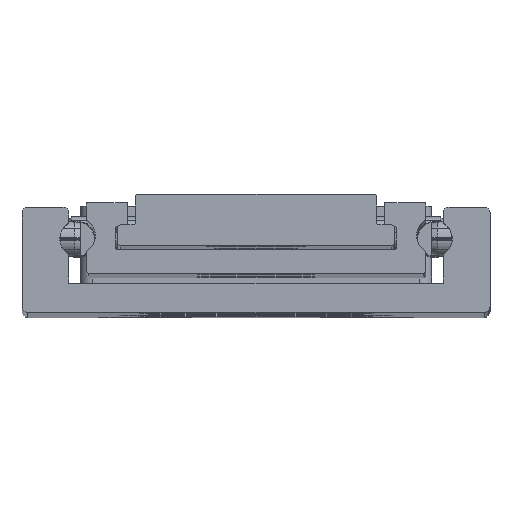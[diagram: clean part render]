
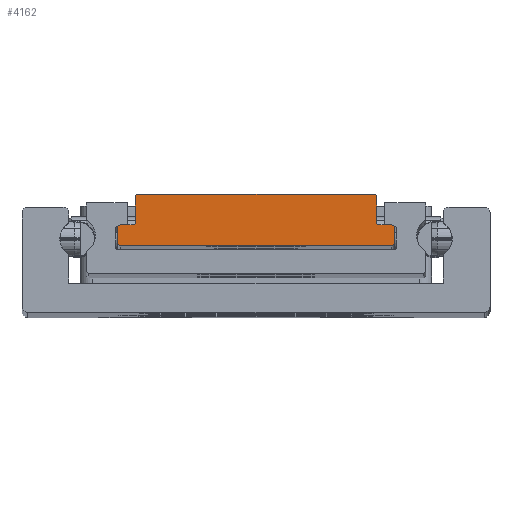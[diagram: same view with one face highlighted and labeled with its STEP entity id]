
A CAD part, top view. The second image highlights one B-rep face of the part: STEP entity #4162.
In plain terms, the highlighted planar face has unit normal (0, 0, 1).
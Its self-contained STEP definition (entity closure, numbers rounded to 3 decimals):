
#52 = DIRECTION ( 'NONE',  ( -1., 0., 0. ) ) ;
#65 = CARTESIAN_POINT ( 'NONE',  ( 10.5, -0.4, 113.5 ) ) ;
#86 = ORIENTED_EDGE ( 'NONE', *, *, #4089, .F. ) ;
#118 = DIRECTION ( 'NONE',  ( 1., 0., 0. ) ) ;
#178 = CARTESIAN_POINT ( 'NONE',  ( 10.5, -0.2, 113.5 ) ) ;
#352 = CARTESIAN_POINT ( 'NONE',  ( 11.6, -0.6, 113.5 ) ) ;
#364 = AXIS2_PLACEMENT_3D ( 'NONE', #3221, #6181, #7006 ) ;
#381 = DIRECTION ( 'NONE',  ( -1., 0., 0. ) ) ;
#424 = VERTEX_POINT ( 'NONE', #656 ) ;
#429 = VERTEX_POINT ( 'NONE', #3070 ) ;
#448 = VERTEX_POINT ( 'NONE', #8258 ) ;
#519 = ORIENTED_EDGE ( 'NONE', *, *, #1475, .T. ) ;
#607 = PLANE ( 'NONE',  #1850 ) ;
#656 = CARTESIAN_POINT ( 'NONE',  ( 11.6, -0.4, 113.5 ) ) ;
#837 = CIRCLE ( 'NONE', #7919, 0.2 ) ;
#871 = VECTOR ( 'NONE', #5119, 1000. ) ;
#884 = CIRCLE ( 'NONE', #8725, 0.2 ) ;
#889 = CARTESIAN_POINT ( 'NONE',  ( 10.1, 2.2, 113.5 ) ) ;
#1081 = CIRCLE ( 'NONE', #6177, 0.2 ) ;
#1093 = ORIENTED_EDGE ( 'NONE', *, *, #1486, .F. ) ;
#1097 = LINE ( 'NONE', #1815, #7202 ) ;
#1153 = DIRECTION ( 'NONE',  ( 0., 0., 1. ) ) ;
#1159 = CARTESIAN_POINT ( 'NONE',  ( 10.1, 2., 113.5 ) ) ;
#1250 = EDGE_CURVE ( 'NONE', #8585, #6029, #5063, .T. ) ;
#1305 = EDGE_CURVE ( 'NONE', #9494, #1487, #1097, .T. ) ;
#1319 = AXIS2_PLACEMENT_3D ( 'NONE', #1159, #3384, #9374 ) ;
#1330 = DIRECTION ( 'NONE',  ( -1., 0., 0. ) ) ;
#1474 = CARTESIAN_POINT ( 'NONE',  ( 11.8, -2.2, 113.5 ) ) ;
#1475 = EDGE_CURVE ( 'NONE', #4995, #8585, #5894, .T. ) ;
#1486 = EDGE_CURVE ( 'NONE', #448, #4755, #8940, .T. ) ;
#1487 = VERTEX_POINT ( 'NONE', #3091 ) ;
#1652 = VERTEX_POINT ( 'NONE', #3477 ) ;
#1735 = CIRCLE ( 'NONE', #364, 0.2 ) ;
#1800 = AXIS2_PLACEMENT_3D ( 'NONE', #7841, #3291, #5534 ) ;
#1815 = CARTESIAN_POINT ( 'NONE',  ( -11.8, -0.4, 113.5 ) ) ;
#1821 = DIRECTION ( 'NONE',  ( 1., 0., 0. ) ) ;
#1850 = AXIS2_PLACEMENT_3D ( 'NONE', #3535, #3584, #8775 ) ;
#1852 = EDGE_LOOP ( 'NONE', ( #3667, #5349, #1093, #7639, #86, #8391, #1864, #8210, #4519, #6278, #2584, #7386, #5803, #5137, #519, #2815 ) ) ;
#1864 = ORIENTED_EDGE ( 'NONE', *, *, #2329, .F. ) ;
#1959 = LINE ( 'NONE', #6669, #8401 ) ;
#2037 = VERTEX_POINT ( 'NONE', #7837 ) ;
#2105 = CARTESIAN_POINT ( 'NONE',  ( -10.1, 2.2, 113.5 ) ) ;
#2151 = DIRECTION ( 'NONE',  ( 0., 0., -1. ) ) ;
#2241 = DIRECTION ( 'NONE',  ( 0., 0., 1. ) ) ;
#2295 = DIRECTION ( 'NONE',  ( -1., 0., 0. ) ) ;
#2304 = DIRECTION ( 'NONE',  ( 0., -1., 0. ) ) ;
#2314 = CARTESIAN_POINT ( 'NONE',  ( -10.5, -0.4, 113.5 ) ) ;
#2329 = EDGE_CURVE ( 'NONE', #2037, #429, #5800, .T. ) ;
#2413 = CIRCLE ( 'NONE', #1319, 0.2 ) ;
#2427 = VECTOR ( 'NONE', #5270, 1000. ) ;
#2464 = VERTEX_POINT ( 'NONE', #65 ) ;
#2584 = ORIENTED_EDGE ( 'NONE', *, *, #8046, .T. ) ;
#2674 = VECTOR ( 'NONE', #6732, 1000. ) ;
#2815 = ORIENTED_EDGE ( 'NONE', *, *, #1250, .T. ) ;
#2871 = VERTEX_POINT ( 'NONE', #6923 ) ;
#2916 = EDGE_CURVE ( 'NONE', #1487, #4995, #884, .T. ) ;
#3070 = CARTESIAN_POINT ( 'NONE',  ( 10.3, -0.2, 113.5 ) ) ;
#3091 = CARTESIAN_POINT ( 'NONE',  ( -11.6, -0.4, 113.5 ) ) ;
#3120 = CARTESIAN_POINT ( 'NONE',  ( -11.8, -2., 113.5 ) ) ;
#3221 = CARTESIAN_POINT ( 'NONE',  ( 11.6, -2., 113.5 ) ) ;
#3283 = DIRECTION ( 'NONE',  ( -1., 0., 0. ) ) ;
#3291 = DIRECTION ( 'NONE',  ( 0., 0., 1. ) ) ;
#3324 = EDGE_CURVE ( 'NONE', #2037, #6353, #2413, .T. ) ;
#3384 = DIRECTION ( 'NONE',  ( 0., 0., 1. ) ) ;
#3417 = EDGE_CURVE ( 'NONE', #7977, #3418, #5521, .T. ) ;
#3418 = VERTEX_POINT ( 'NONE', #7127 ) ;
#3477 = CARTESIAN_POINT ( 'NONE',  ( 11.6, -2.2, 113.5 ) ) ;
#3535 = CARTESIAN_POINT ( 'NONE',  ( 0., 0., 113.5 ) ) ;
#3584 = DIRECTION ( 'NONE',  ( 0., 0., -1. ) ) ;
#3667 = ORIENTED_EDGE ( 'NONE', *, *, #8194, .T. ) ;
#3771 = CARTESIAN_POINT ( 'NONE',  ( 11.8, -2., 113.5 ) ) ;
#3808 = EDGE_CURVE ( 'NONE', #2871, #9494, #1081, .T. ) ;
#3814 = CARTESIAN_POINT ( 'NONE',  ( -11.8, -2.2, 113.5 ) ) ;
#3867 = CARTESIAN_POINT ( 'NONE',  ( 0., -2.2, 113.5 ) ) ;
#4089 = EDGE_CURVE ( 'NONE', #2464, #424, #8670, .T. ) ;
#4117 = CARTESIAN_POINT ( 'NONE',  ( -11.6, -2.2, 113.5 ) ) ;
#4130 = CARTESIAN_POINT ( 'NONE',  ( -11.6, -0.6, 113.5 ) ) ;
#4152 = AXIS2_PLACEMENT_3D ( 'NONE', #178, #5480, #4656 ) ;
#4162 = ADVANCED_FACE ( 'NONE', ( #4227 ), #607, .F. ) ;
#4227 = FACE_OUTER_BOUND ( 'NONE', #1852, .T. ) ;
#4321 = VECTOR ( 'NONE', #1821, 1000. ) ;
#4519 = ORIENTED_EDGE ( 'NONE', *, *, #7046, .T. ) ;
#4656 = DIRECTION ( 'NONE',  ( -1., 0., 0. ) ) ;
#4755 = VERTEX_POINT ( 'NONE', #3771 ) ;
#4778 = CARTESIAN_POINT ( 'NONE',  ( 11.8, -0.4, 113.5 ) ) ;
#4905 = EDGE_CURVE ( 'NONE', #2464, #429, #6326, .T. ) ;
#4995 = VERTEX_POINT ( 'NONE', #8511 ) ;
#5063 = CIRCLE ( 'NONE', #9358, 0.2 ) ;
#5069 = CARTESIAN_POINT ( 'NONE',  ( -10.3, -0.4, 113.5 ) ) ;
#5119 = DIRECTION ( 'NONE',  ( 0., -1., 0. ) ) ;
#5137 = ORIENTED_EDGE ( 'NONE', *, *, #2916, .T. ) ;
#5270 = DIRECTION ( 'NONE',  ( 0., -1., 0. ) ) ;
#5349 = ORIENTED_EDGE ( 'NONE', *, *, #7214, .T. ) ;
#5480 = DIRECTION ( 'NONE',  ( 0., 0., -1. ) ) ;
#5521 = CIRCLE ( 'NONE', #1800, 0.2 ) ;
#5534 = DIRECTION ( 'NONE',  ( -1., 0., 0. ) ) ;
#5800 = LINE ( 'NONE', #8741, #2674 ) ;
#5803 = ORIENTED_EDGE ( 'NONE', *, *, #1305, .T. ) ;
#5894 = LINE ( 'NONE', #3814, #2427 ) ;
#5898 = LINE ( 'NONE', #5069, #871 ) ;
#5972 = VECTOR ( 'NONE', #118, 1000. ) ;
#6029 = VERTEX_POINT ( 'NONE', #4117 ) ;
#6177 = AXIS2_PLACEMENT_3D ( 'NONE', #7745, #2151, #1330 ) ;
#6181 = DIRECTION ( 'NONE',  ( 0., 0., 1. ) ) ;
#6278 = ORIENTED_EDGE ( 'NONE', *, *, #3417, .T. ) ;
#6326 = CIRCLE ( 'NONE', #4152, 0.2 ) ;
#6353 = VERTEX_POINT ( 'NONE', #889 ) ;
#6518 = EDGE_CURVE ( 'NONE', #448, #424, #837, .T. ) ;
#6636 = VECTOR ( 'NONE', #2304, 1000. ) ;
#6669 = CARTESIAN_POINT ( 'NONE',  ( -10.3, 2.2, 113.5 ) ) ;
#6732 = DIRECTION ( 'NONE',  ( 0., -1., 0. ) ) ;
#6923 = CARTESIAN_POINT ( 'NONE',  ( -10.3, -0.2, 113.5 ) ) ;
#7006 = DIRECTION ( 'NONE',  ( -1., 0., 0. ) ) ;
#7007 = DIRECTION ( 'NONE',  ( 0., 0., 1. ) ) ;
#7046 = EDGE_CURVE ( 'NONE', #6353, #7977, #1959, .T. ) ;
#7055 = DIRECTION ( 'NONE',  ( -1., 0., 0. ) ) ;
#7127 = CARTESIAN_POINT ( 'NONE',  ( -10.3, 2., 113.5 ) ) ;
#7202 = VECTOR ( 'NONE', #7055, 1000. ) ;
#7214 = EDGE_CURVE ( 'NONE', #1652, #4755, #1735, .T. ) ;
#7386 = ORIENTED_EDGE ( 'NONE', *, *, #3808, .T. ) ;
#7639 = ORIENTED_EDGE ( 'NONE', *, *, #6518, .T. ) ;
#7745 = CARTESIAN_POINT ( 'NONE',  ( -10.5, -0.2, 113.5 ) ) ;
#7837 = CARTESIAN_POINT ( 'NONE',  ( 10.3, 2., 113.5 ) ) ;
#7841 = CARTESIAN_POINT ( 'NONE',  ( -10.1, 2., 113.5 ) ) ;
#7919 = AXIS2_PLACEMENT_3D ( 'NONE', #352, #1153, #3283 ) ;
#7977 = VERTEX_POINT ( 'NONE', #2105 ) ;
#8046 = EDGE_CURVE ( 'NONE', #3418, #2871, #5898, .T. ) ;
#8194 = EDGE_CURVE ( 'NONE', #6029, #1652, #8890, .T. ) ;
#8210 = ORIENTED_EDGE ( 'NONE', *, *, #3324, .T. ) ;
#8258 = CARTESIAN_POINT ( 'NONE',  ( 11.8, -0.6, 113.5 ) ) ;
#8391 = ORIENTED_EDGE ( 'NONE', *, *, #4905, .T. ) ;
#8401 = VECTOR ( 'NONE', #52, 1000. ) ;
#8511 = CARTESIAN_POINT ( 'NONE',  ( -11.8, -0.6, 113.5 ) ) ;
#8585 = VERTEX_POINT ( 'NONE', #3120 ) ;
#8670 = LINE ( 'NONE', #4778, #4321 ) ;
#8725 = AXIS2_PLACEMENT_3D ( 'NONE', #4130, #7007, #381 ) ;
#8741 = CARTESIAN_POINT ( 'NONE',  ( 10.3, -0.4, 113.5 ) ) ;
#8775 = DIRECTION ( 'NONE',  ( -1., 0., 0. ) ) ;
#8878 = CARTESIAN_POINT ( 'NONE',  ( -11.6, -2., 113.5 ) ) ;
#8890 = LINE ( 'NONE', #3867, #5972 ) ;
#8940 = LINE ( 'NONE', #1474, #6636 ) ;
#9358 = AXIS2_PLACEMENT_3D ( 'NONE', #8878, #2241, #2295 ) ;
#9374 = DIRECTION ( 'NONE',  ( -1., 0., 0. ) ) ;
#9494 = VERTEX_POINT ( 'NONE', #2314 ) ;
